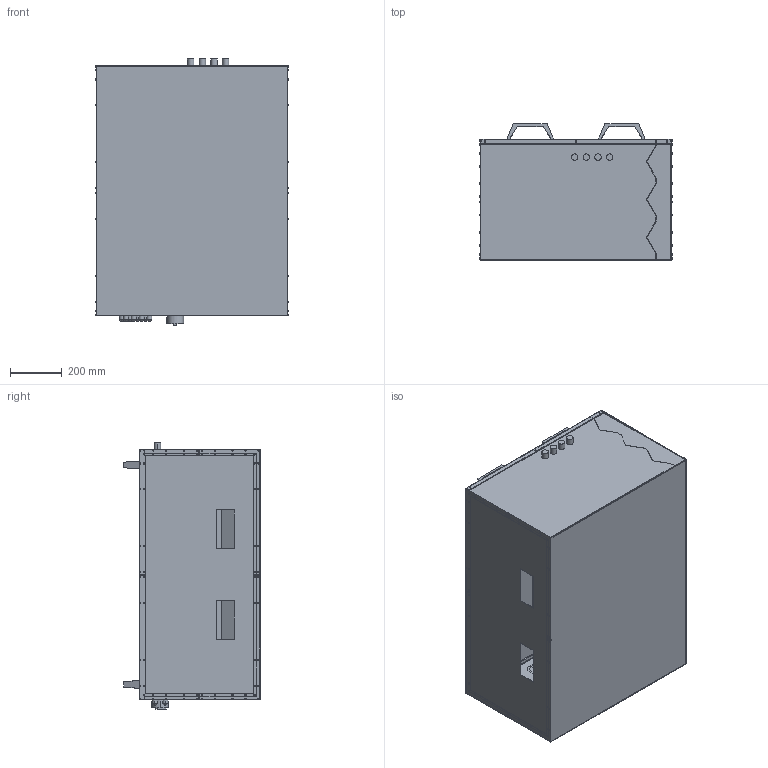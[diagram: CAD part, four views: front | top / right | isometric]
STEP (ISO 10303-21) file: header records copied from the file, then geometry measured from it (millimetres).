
FILE_DESCRIPTION (( 'STEP AP214' ), '1' );
FILE_NAME ('KFD 9040.STEP', '2009-11-23T14:16:16', ( 'Wolfgang Schmidt' ), ( 'WS-KO' ), 'SwSTEP 2.0', 'SolidWorks 2009', '' );
FILE_SCHEMA (( 'AUTOMOTIVE_DESIGN' ));
Length unit declared in the file: millimetre
Products named in the file (1): KFD 9040
Bounding box: 744 x 527 x 1027 mm (x, y, z)
Volume: 7305087.6 mm3; surface area: 6405571 mm2
Topology: 1 solids, 1 shells, 1039 faces, 2293 edges, 1380 vertices
Faces by surface type: cylinder 368, plane 351, torus 304, sphere 16
Entity records: 28737 total; most frequent: DIRECTION 5685, CARTESIAN_POINT 4721, ORIENTED_EDGE 4554, AXIS2_PLACEMENT_3D 2376, EDGE_CURVE 2277, VERTEX_POINT 1380, CIRCLE 1336, EDGE_LOOP 1213
